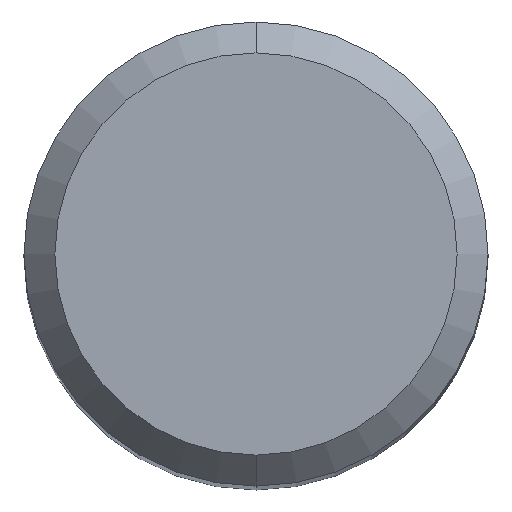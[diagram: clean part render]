
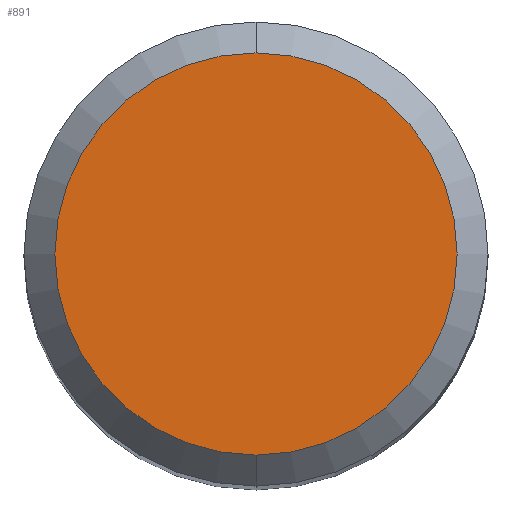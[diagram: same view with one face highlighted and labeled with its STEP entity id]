
A CAD part, top view. The second image highlights one B-rep face of the part: STEP entity #891.
In plain terms, the highlighted planar face has unit normal (0, 0, 1).
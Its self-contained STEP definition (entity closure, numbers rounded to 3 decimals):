
#609=EDGE_CURVE('',#871,#957,#1318,.T.);
#625=EDGE_CURVE('',#957,#871,#1336,.T.);
#871=VERTEX_POINT('',#1607);
#891=ADVANCED_FACE('',(#1629),#1630,.T.);
#957=VERTEX_POINT('',#1704);
#1318=CIRCLE('',#3358,2.6);
#1336=CIRCLE('',#3377,2.6);
#1607=CARTESIAN_POINT('',(0.,-2.6,0.0));
#1629=FACE_OUTER_BOUND('',#5315,.T.);
#1630=PLANE('',#5316);
#1704=CARTESIAN_POINT('',(0.0,2.6,0.0));
#3358=AXIS2_PLACEMENT_3D('',#6977,#6978,#6979);
#3377=AXIS2_PLACEMENT_3D('',#7006,#7007,#7008);
#5315=EDGE_LOOP('',(#7326,#7327));
#5316=AXIS2_PLACEMENT_3D('',#7328,#7329,#7330);
#6977=CARTESIAN_POINT('',(0.0,0.0,0.0));
#6978=DIRECTION('',(0.0,0.0,-1.0));
#6979=DIRECTION('',(0.0,1.0,0.0));
#7006=CARTESIAN_POINT('',(0.0,0.0,0.0));
#7007=DIRECTION('',(0.0,0.0,-1.0));
#7008=DIRECTION('',(0.0,1.0,0.0));
#7326=ORIENTED_EDGE('',*,*,#625,.F.);
#7327=ORIENTED_EDGE('',*,*,#609,.F.);
#7328=CARTESIAN_POINT('',(0.0,1.3,0.0));
#7329=DIRECTION('',(-0.0,0.0,1.0));
#7330=DIRECTION('',(0.0,-1.0,0.0));
